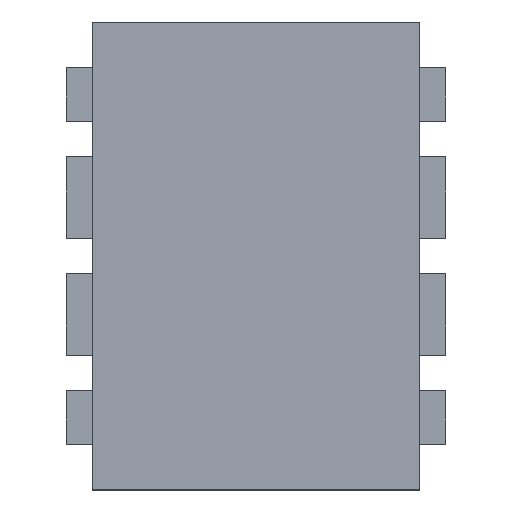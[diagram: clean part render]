
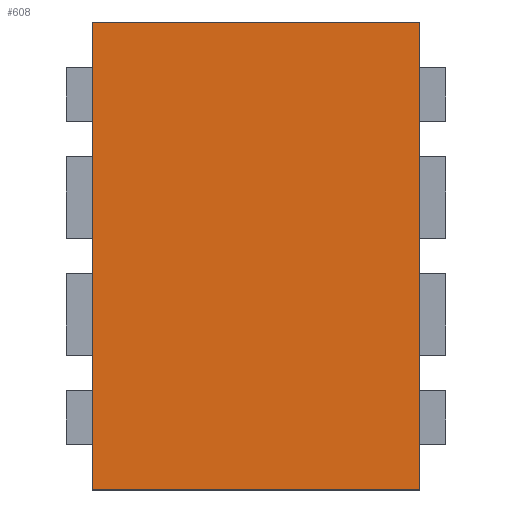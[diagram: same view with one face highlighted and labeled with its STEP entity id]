
A CAD part, top view. The second image highlights one B-rep face of the part: STEP entity #608.
In plain terms, the highlighted planar face has unit normal (0, 0, 1).
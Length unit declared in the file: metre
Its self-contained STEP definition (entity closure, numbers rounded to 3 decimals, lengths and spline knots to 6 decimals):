
#508 = EDGE_CURVE( '', #1142, #1268, #1269, .T. );
#608 = ADVANCED_FACE( '', ( #1420 ), #1421, .F. );
#674 = EDGE_CURVE( '', #1268, #1406, #1511, .T. );
#880 = EDGE_CURVE( '', #983, #1142, #1759, .T. );
#900 = EDGE_CURVE( '', #1406, #983, #1782, .T. );
#983 = VERTEX_POINT( '', #1865 );
#1142 = VERTEX_POINT( '', #2080 );
#1268 = VERTEX_POINT( '', #2264 );
#1269 = LINE( '', #2265, #2266 );
#1406 = VERTEX_POINT( '', #2462 );
#1420 = FACE_OUTER_BOUND( '', #2485, .T. );
#1421 = PLANE( '', #2486 );
#1511 = LINE( '', #2629, #2630 );
#1759 = LINE( '', #3033, #3034 );
#1782 = LINE( '', #3072, #3073 );
#1865 = CARTESIAN_POINT( '', ( 0.003537, 0.005077, 0.005603 ) );
#2080 = CARTESIAN_POINT( '', ( -0.003573, 0.005077, 0.005603 ) );
#2264 = CARTESIAN_POINT( '', ( -0.003573, -0.005083, 0.005603 ) );
#2265 = CARTESIAN_POINT( '', ( -0.003573, -0.005083, 0.005603 ) );
#2266 = VECTOR( '', #3523, 1. );
#2462 = CARTESIAN_POINT( '', ( 0.003537, -0.005083, 0.005603 ) );
#2485 = EDGE_LOOP( '', ( #3705, #3706, #3707, #3708 ) );
#2486 = AXIS2_PLACEMENT_3D( '', #3709, #3710, #3711 );
#2629 = CARTESIAN_POINT( '', ( 0.003537, -0.005083, 0.005603 ) );
#2630 = VECTOR( '', #3792, 1. );
#3033 = CARTESIAN_POINT( '', ( 0.003537, 0.005077, 0.005603 ) );
#3034 = VECTOR( '', #4094, 1. );
#3072 = CARTESIAN_POINT( '', ( 0.003537, -0.005083, 0.005603 ) );
#3073 = VECTOR( '', #4118, 1. );
#3523 = DIRECTION( '', ( 0., -1., 0. ) );
#3705 = ORIENTED_EDGE( '', *, *, #880, .T. );
#3706 = ORIENTED_EDGE( '', *, *, #508, .T. );
#3707 = ORIENTED_EDGE( '', *, *, #674, .T. );
#3708 = ORIENTED_EDGE( '', *, *, #900, .T. );
#3709 = CARTESIAN_POINT( '', ( -0.000018, -0.000003, 0.005603 ) );
#3710 = DIRECTION( '', ( 0., 0., -1. ) );
#3711 = DIRECTION( '', ( -1., 0., 0. ) );
#3792 = DIRECTION( '', ( 1., 0., 0. ) );
#4094 = DIRECTION( '', ( -1., 0., 0. ) );
#4118 = DIRECTION( '', ( 0., 1., 0. ) );
